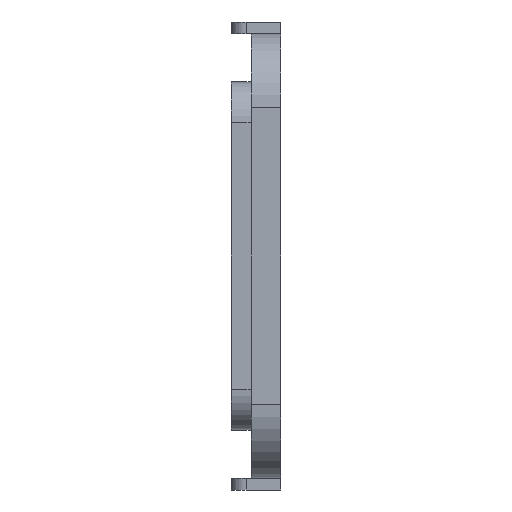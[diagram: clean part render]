
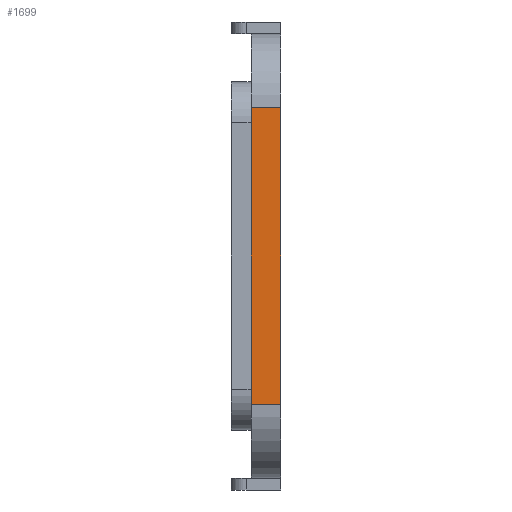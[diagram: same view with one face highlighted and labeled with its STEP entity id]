
A CAD part, left-side view. The second image highlights one B-rep face of the part: STEP entity #1699.
In plain terms, the highlighted planar face has unit normal (-1, 0, 0).
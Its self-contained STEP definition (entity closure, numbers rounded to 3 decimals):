
#222 = EDGE_CURVE ( 'NONE', #2039, #541, #665, .T. ) ;
#290 = CARTESIAN_POINT ( 'NONE',  ( -40.2, -2., -10. ) ) ;
#334 = CARTESIAN_POINT ( 'NONE',  ( -40.2, 0., -10. ) ) ;
#456 = ORIENTED_EDGE ( 'NONE', *, *, #1120, .T. ) ;
#472 = VECTOR ( 'NONE', #1494, 1000. ) ;
#508 = VERTEX_POINT ( 'NONE', #2338 ) ;
#541 = VERTEX_POINT ( 'NONE', #2171 ) ;
#665 = LINE ( 'NONE', #2460, #1138 ) ;
#762 = EDGE_CURVE ( 'NONE', #541, #508, #1218, .T. ) ;
#784 = FACE_OUTER_BOUND ( 'NONE', #833, .T. ) ;
#833 = EDGE_LOOP ( 'NONE', ( #1507, #1559, #1056, #456 ) ) ;
#852 = VERTEX_POINT ( 'NONE', #2430 ) ;
#876 = AXIS2_PLACEMENT_3D ( 'NONE', #290, #1681, #1279 ) ;
#1056 = ORIENTED_EDGE ( 'NONE', *, *, #1306, .T. ) ;
#1117 = DIRECTION ( 'NONE',  ( 0., 1., 0. ) ) ;
#1120 = EDGE_CURVE ( 'NONE', #852, #508, #2072, .T. ) ;
#1138 = VECTOR ( 'NONE', #1117, 1000. ) ;
#1218 = LINE ( 'NONE', #334, #2183 ) ;
#1274 = PLANE ( 'NONE',  #876 ) ;
#1279 = DIRECTION ( 'NONE',  ( 0., 0., 1. ) ) ;
#1306 = EDGE_CURVE ( 'NONE', #2039, #852, #1533, .T. ) ;
#1378 = CARTESIAN_POINT ( 'NONE',  ( -40.2, -2., -10. ) ) ;
#1494 = DIRECTION ( 'NONE',  ( 0., 0., 1. ) ) ;
#1507 = ORIENTED_EDGE ( 'NONE', *, *, #762, .F. ) ;
#1533 = LINE ( 'NONE', #2452, #472 ) ;
#1559 = ORIENTED_EDGE ( 'NONE', *, *, #222, .F. ) ;
#1669 = CARTESIAN_POINT ( 'NONE',  ( -40.2, -2., 10. ) ) ;
#1681 = DIRECTION ( 'NONE',  ( -1., 0., 0. ) ) ;
#1699 = ADVANCED_FACE ( 'NONE', ( #784 ), #1274, .T. ) ;
#2039 = VERTEX_POINT ( 'NONE', #1378 ) ;
#2072 = LINE ( 'NONE', #1669, #2517 ) ;
#2171 = CARTESIAN_POINT ( 'NONE',  ( -40.2, 0., -10. ) ) ;
#2183 = VECTOR ( 'NONE', #2472, 1000. ) ;
#2248 = DIRECTION ( 'NONE',  ( 0., 1., 0. ) ) ;
#2338 = CARTESIAN_POINT ( 'NONE',  ( -40.2, 0., 10. ) ) ;
#2430 = CARTESIAN_POINT ( 'NONE',  ( -40.2, -2., 10. ) ) ;
#2452 = CARTESIAN_POINT ( 'NONE',  ( -40.2, -2., -10. ) ) ;
#2460 = CARTESIAN_POINT ( 'NONE',  ( -40.2, -2., -10. ) ) ;
#2472 = DIRECTION ( 'NONE',  ( 0., 0., 1. ) ) ;
#2517 = VECTOR ( 'NONE', #2248, 1000. ) ;
